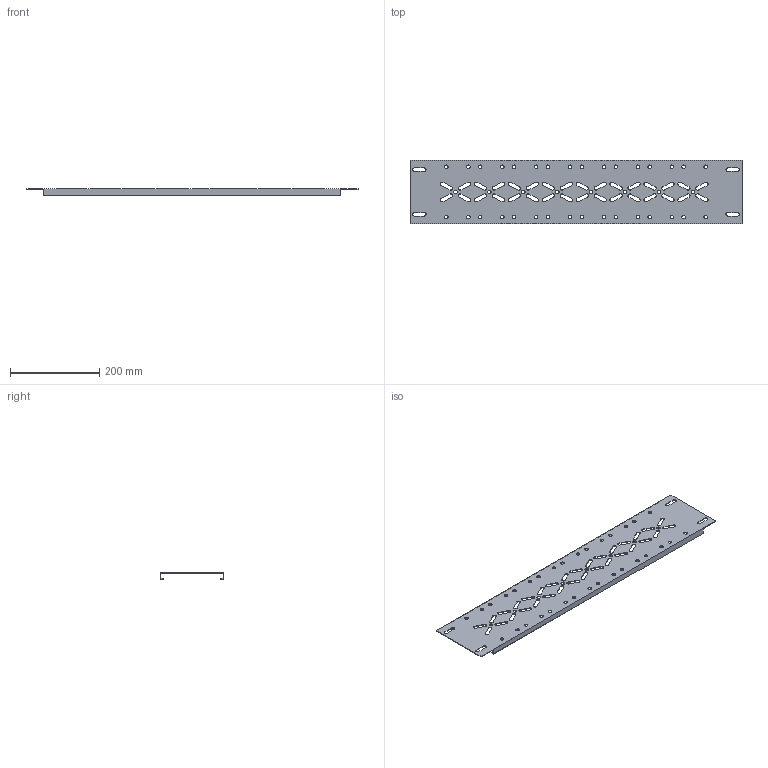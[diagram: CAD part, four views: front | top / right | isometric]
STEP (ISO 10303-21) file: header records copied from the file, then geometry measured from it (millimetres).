
FILE_DESCRIPTION (( 'STEP AP214' ), '1' );
FILE_NAME ('Panel YKM40-PN-1684.STEP', '2017-03-09T12:29:07', ( '' ), ( '' ), 'SwSTEP 2.0', 'SolidWorks 2014', '' );
FILE_SCHEMA (( 'AUTOMOTIVE_DESIGN' ));
Length unit declared in the file: millimetre
Products named in the file (1): Panel  YKM40-PN-1684
Bounding box: 744 x 142 x 14 mm (x, y, z)
Volume: 181085.7 mm3; surface area: 249460.8 mm2
Topology: 1 solids, 1 shells, 278 faces, 828 edges, 552 vertices
Faces by surface type: cylinder 188, plane 90
Entity records: 9846 total; most frequent: DIRECTION 1762, CARTESIAN_POINT 1659, ORIENTED_EDGE 1656, EDGE_CURVE 828, AXIS2_PLACEMENT_3D 655, VERTEX_POINT 552, VECTOR 452, LINE 452
